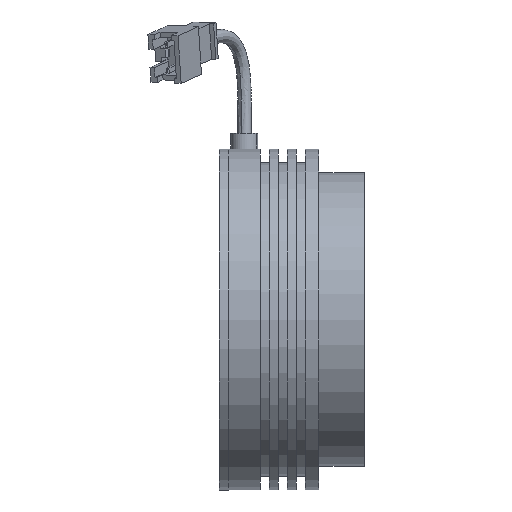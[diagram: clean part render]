
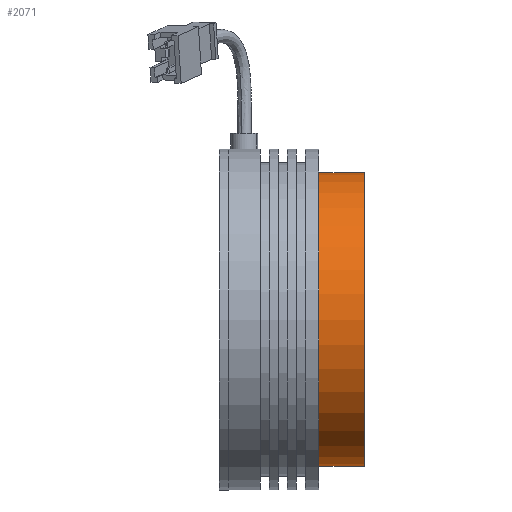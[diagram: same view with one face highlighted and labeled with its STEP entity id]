
A CAD part, left-side view. The second image highlights one B-rep face of the part: STEP entity #2071.
In plain terms, the highlighted cylindrical face has radius 32.5 mm (diameter 65 mm), a partial arc.
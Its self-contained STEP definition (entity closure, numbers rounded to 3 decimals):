
#822 = EDGE_LOOP ( 'NONE', ( #2453, #2454, #2455, #2456 ) ) ;
#1711 = EDGE_CURVE ( 'NONE', #2623, #2634, #9883, .T. ) ;
#1720 = EDGE_CURVE ( 'NONE', #2634, #2637, #9900, .T. ) ;
#1722 = EDGE_CURVE ( 'NONE', #2637, #2641, #9904, .T. ) ;
#1723 = EDGE_CURVE ( 'NONE', #2641, #2623, #9906, .T. ) ;
#2071 = ADVANCED_FACE ( 'NONE', ( #10023 ), #10031, .T. ) ;
#2453 = ORIENTED_EDGE ( 'NONE', *, *, #1722, .T. ) ;
#2454 = ORIENTED_EDGE ( 'NONE', *, *, #1723, .T. ) ;
#2455 = ORIENTED_EDGE ( 'NONE', *, *, #1711, .T. ) ;
#2456 = ORIENTED_EDGE ( 'NONE', *, *, #1720, .T. ) ;
#2623 = VERTEX_POINT ( 'NONE', #13719 ) ;
#2634 = VERTEX_POINT ( 'NONE', #13730 ) ;
#2637 = VERTEX_POINT ( 'NONE', #13733 ) ;
#2641 = VERTEX_POINT ( 'NONE', #13737 ) ;
#8123 = AXIS2_PLACEMENT_3D ( 'NONE', #10078, #10079, #10080 ) ;
#8128 = AXIS2_PLACEMENT_3D ( 'NONE', #10104, #10105, #10106 ) ;
#9883 = CIRCLE ( 'NONE', #8123, 32.5 ) ;
#9900 = LINE ( 'NONE', #10099, #9903 ) ;
#9903 = VECTOR ( 'NONE', #10100, 1000. ) ;
#9904 = CIRCLE ( 'NONE', #8128, 32.5 ) ;
#9906 = LINE ( 'NONE', #10094, #9908 ) ;
#9908 = VECTOR ( 'NONE', #10095, 1000. ) ;
#10023 = FACE_OUTER_BOUND ( 'NONE', #822, .T. ) ;
#10031 = CYLINDRICAL_SURFACE ( 'NONE', #10614, 32.5 ) ;
#10078 = CARTESIAN_POINT ( 'NONE',  ( 0., -10., 0. ) ) ;
#10079 = DIRECTION ( 'NONE',  ( 0., 1., 0. ) ) ;
#10080 = DIRECTION ( 'NONE',  ( 1., 0., 0. ) ) ;
#10094 = CARTESIAN_POINT ( 'NONE',  ( -0.5, 0., -32.496 ) ) ;
#10095 = DIRECTION ( 'NONE',  ( 0., -1., 0. ) ) ;
#10099 = CARTESIAN_POINT ( 'NONE',  ( -0.5, 0., 32.496 ) ) ;
#10100 = DIRECTION ( 'NONE',  ( 0., 1., 0. ) ) ;
#10104 = CARTESIAN_POINT ( 'NONE',  ( 0., 0., 0. ) ) ;
#10105 = DIRECTION ( 'NONE',  ( 0., -1., 0. ) ) ;
#10106 = DIRECTION ( 'NONE',  ( 1., 0., 0. ) ) ;
#10384 = DIRECTION ( 'NONE',  ( 0., -1., 0. ) ) ;
#10395 = CARTESIAN_POINT ( 'NONE',  ( 0., 0., 0. ) ) ;
#10403 = DIRECTION ( 'NONE',  ( 1., 0., 0. ) ) ;
#10614 = AXIS2_PLACEMENT_3D ( 'NONE', #10395, #10384, #10403 ) ;
#13719 = CARTESIAN_POINT ( 'NONE',  ( -0.5, -10., -32.496 ) ) ;
#13730 = CARTESIAN_POINT ( 'NONE',  ( -0.5, -10., 32.496 ) ) ;
#13733 = CARTESIAN_POINT ( 'NONE',  ( -0.5, 0., 32.496 ) ) ;
#13737 = CARTESIAN_POINT ( 'NONE',  ( -0.5, 0., -32.496 ) ) ;
